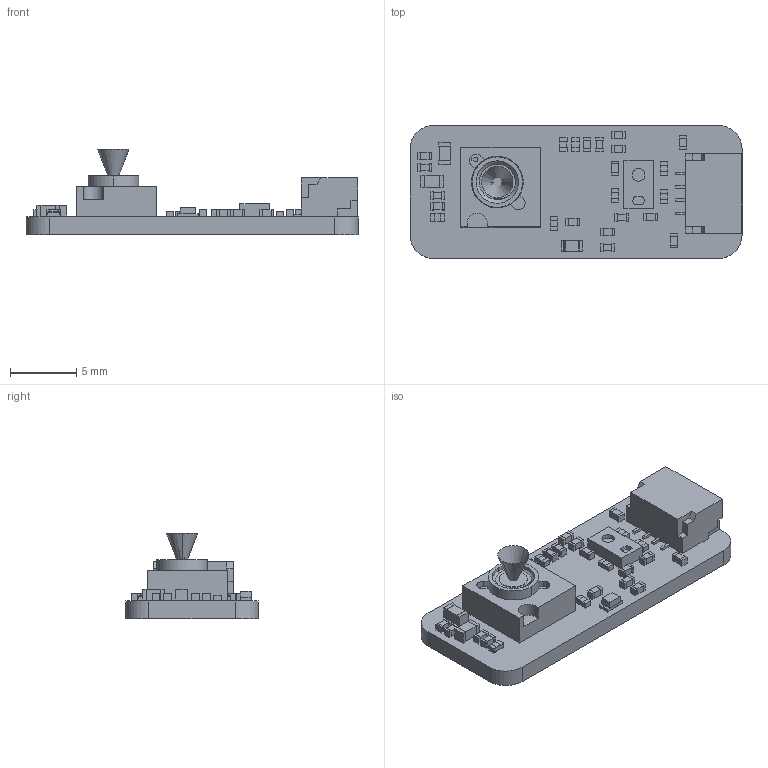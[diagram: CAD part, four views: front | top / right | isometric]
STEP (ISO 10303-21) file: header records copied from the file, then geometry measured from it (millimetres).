
FILE_DESCRIPTION(('Open CASCADE Model'),'2;1');
FILE_NAME('Open CASCADE Shape Model','2023-11-13T16:13:00',('Author'),( 'Open CASCADE'),'Open CASCADE STEP processor 6.8','Open CASCADE 6.8' ,'Unknown');
FILE_SCHEMA(('AUTOMOTIVE_DESIGN { 1 0 10303 214 1 1 1 1 }'));
Length unit declared in the file: millimetre
Products named in the file (42): PCB; Board; Open CASCADE STEP translator 6.8 2.1.1; Open CASCADE STEP translator 6.8 2.2; SM04B-SRSS-TB; C18; CAP_0402_(1005_metric); R7; RES_0402_(1005_metric); R6; R5; R4; R3; R2; R1; D1; LED_0603_APT1608_BLUE; C10; C15; C12; C9; CAP_0603; C17; C13; C5; C14; C16; C4; C11; C8; C7; C6; C3; C2; C1; Free-Models; tof; lens_chip_package; LENS; Open CASCADE STEP translator 6.8 2.29.2.1.1 ...
Assembly tree (63 placements, depth 5):
  PCB
    Board
      Open CASCADE STEP translator 6.8 2.1.1
    Open CASCADE STEP translator 6.8 2.2
      SM04B-SRSS-TB
    C18
      CAP_0402_(1005_metric)
    R7
      RES_0402_(1005_metric)
    R6
      RES_0402_(1005_metric)
    R5
      RES_0402_(1005_metric)
    R4
      RES_0402_(1005_metric)
    R3
      RES_0402_(1005_metric)
    R2
      RES_0402_(1005_metric)
    R1
      RES_0402_(1005_metric)
    D1
      LED_0603_APT1608_BLUE
    C10
      CAP_0402_(1005_metric)
    C15
      CAP_0402_(1005_metric)
    C12
      CAP_0402_(1005_metric)
    C9
      CAP_0603
    C17
      CAP_0402_(1005_metric)
    C13
      CAP_0402_(1005_metric)
    C5
      CAP_0402_(1005_metric)
    C14
      CAP_0402_(1005_metric)
    C16
      CAP_0402_(1005_metric)
    C4
      CAP_0402_(1005_metric)
    C11
      CAP_0603
    C8
      CAP_0402_(1005_metric)
    C7
      CAP_0402_(1005_metric)
    C6
      CAP_0402_(1005_metric)
    C3
      CAP_0402_(1005_metric)
    C2
      CAP_0402_(1005_metric)
    C1
      CAP_0402_(1005_metric)
    Free-Models
      tof
      lens_chip_package
Bounding box: 25 x 10 x 6.42 mm (x, y, z)
Volume: 473.4 mm3; surface area: 1137.1 mm2
Topology: 31 solids, 33 shells, 1057 faces, 2586 edges, 1702 vertices
Faces by surface type: plane 997, cylinder 50, cone 10
Entity records: 19717 total; most frequent: CARTESIAN_POINT 3205, ORIENTED_EDGE 3030, DIRECTION 2995, EDGE_CURVE 1516, LINE 1379, VECTOR 1379, VERTEX_POINT 1006, AXIS2_PLACEMENT_3D 808
